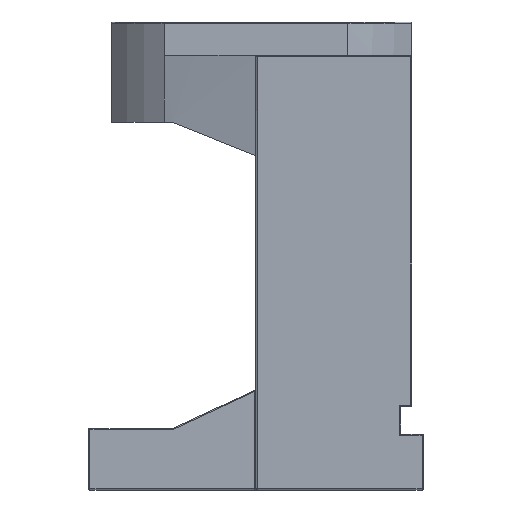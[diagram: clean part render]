
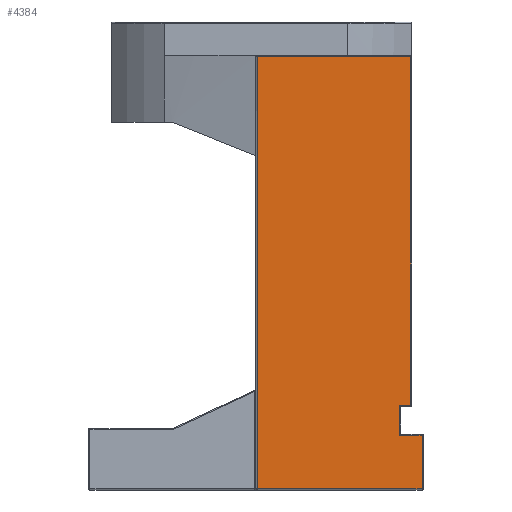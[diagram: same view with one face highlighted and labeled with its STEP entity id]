
A CAD part, left-side view. The second image highlights one B-rep face of the part: STEP entity #4384.
In plain terms, the highlighted planar face has unit normal (-1, 0, 0).
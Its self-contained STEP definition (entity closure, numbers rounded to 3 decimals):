
#51 = ORIENTED_EDGE ( 'NONE', *, *, #6113, .T. ) ;
#52 = ORIENTED_EDGE ( 'NONE', *, *, #6114, .T. ) ;
#53 = ORIENTED_EDGE ( 'NONE', *, *, #6112, .T. ) ;
#54 = ORIENTED_EDGE ( 'NONE', *, *, #6115, .T. ) ;
#55 = ORIENTED_EDGE ( 'NONE', *, *, #6116, .T. ) ;
#56 = ORIENTED_EDGE ( 'NONE', *, *, #6117, .T. ) ;
#57 = ORIENTED_EDGE ( 'NONE', *, *, #6106, .T. ) ;
#58 = ORIENTED_EDGE ( 'NONE', *, *, #6107, .T. ) ;
#457 = VERTEX_POINT ( 'NONE', #5756 ) ;
#458 = VERTEX_POINT ( 'NONE', #5815 ) ;
#459 = VERTEX_POINT ( 'NONE', #5813 ) ;
#460 = VERTEX_POINT ( 'NONE', #5811 ) ;
#597 = VERTEX_POINT ( 'NONE', #3025 ) ;
#598 = VERTEX_POINT ( 'NONE', #3338 ) ;
#599 = VERTEX_POINT ( 'NONE', #3337 ) ;
#600 = VERTEX_POINT ( 'NONE', #3058 ) ;
#732 = EDGE_LOOP ( 'NONE', ( #51, #53, #52, #54, #55, #56, #57, #58 ) ) ;
#1475 = FACE_OUTER_BOUND ( 'NONE', #732, .T. ) ;
#1669 = LINE ( 'NONE', #3485, #5156 ) ;
#1670 = LINE ( 'NONE', #3487, #5158 ) ;
#1671 = LINE ( 'NONE', #3501, #5165 ) ;
#1672 = LINE ( 'NONE', #3503, #5166 ) ;
#1673 = LINE ( 'NONE', #3505, #5167 ) ;
#1674 = LINE ( 'NONE', #3507, #5168 ) ;
#1675 = LINE ( 'NONE', #3509, #5169 ) ;
#1676 = LINE ( 'NONE', #3511, #5170 ) ;
#2170 = PLANE ( 'NONE',  #4687 ) ;
#2171 = CARTESIAN_POINT ( 'NONE',  ( -35., -30., 72.5 ) ) ;
#2172 = DIRECTION ( 'NONE',  ( -1., 0., 0. ) ) ;
#2173 = DIRECTION ( 'NONE',  ( 0., 1., 0. ) ) ;
#3025 = CARTESIAN_POINT ( 'NONE',  ( -35., -27.8, 9.7 ) ) ;
#3058 = CARTESIAN_POINT ( 'NONE',  ( -35., -29.8, 4.3 ) ) ;
#3337 = CARTESIAN_POINT ( 'NONE',  ( -35., -25.8, 4.3 ) ) ;
#3338 = CARTESIAN_POINT ( 'NONE',  ( -35., -25.8, 9.7 ) ) ;
#3485 = CARTESIAN_POINT ( 'NONE',  ( -35., -30., -5.3 ) ) ;
#3486 = DIRECTION ( 'NONE',  ( 0., -1., 0. ) ) ;
#3487 = CARTESIAN_POINT ( 'NONE',  ( -35., -29.8, 4.5 ) ) ;
#3488 = DIRECTION ( 'NONE',  ( 0., 0., 1. ) ) ;
#3501 = CARTESIAN_POINT ( 'NONE',  ( -35., -25.8, 9.5 ) ) ;
#3502 = DIRECTION ( 'NONE',  ( 0., 0., 1. ) ) ;
#3503 = CARTESIAN_POINT ( 'NONE',  ( -35., -26., 4.3 ) ) ;
#3504 = DIRECTION ( 'NONE',  ( 0., 1., 0. ) ) ;
#3505 = CARTESIAN_POINT ( 'NONE',  ( -35., -28., 9.7 ) ) ;
#3506 = DIRECTION ( 'NONE',  ( 0., -1., 0. ) ) ;
#3507 = CARTESIAN_POINT ( 'NONE',  ( -35., -27.8, 72.5 ) ) ;
#3508 = DIRECTION ( 'NONE',  ( 0., 0., 1. ) ) ;
#3509 = CARTESIAN_POINT ( 'NONE',  ( -35., -30., 72.3 ) ) ;
#3510 = DIRECTION ( 'NONE',  ( 0., 1., 0. ) ) ;
#3511 = CARTESIAN_POINT ( 'NONE',  ( -35., -0.2, -5.5 ) ) ;
#3512 = DIRECTION ( 'NONE',  ( 0., 0., -1. ) ) ;
#4384 = ADVANCED_FACE ( 'NONE', ( #1475 ), #2170, .T. ) ;
#4687 = AXIS2_PLACEMENT_3D ( 'NONE', #2171, #2172, #2173 ) ;
#5156 = VECTOR ( 'NONE', #3486, 1000. ) ;
#5158 = VECTOR ( 'NONE', #3488, 1000. ) ;
#5165 = VECTOR ( 'NONE', #3502, 1000. ) ;
#5166 = VECTOR ( 'NONE', #3504, 1000. ) ;
#5167 = VECTOR ( 'NONE', #3506, 1000. ) ;
#5168 = VECTOR ( 'NONE', #3508, 1000. ) ;
#5169 = VECTOR ( 'NONE', #3510, 1000. ) ;
#5170 = VECTOR ( 'NONE', #3512, 1000. ) ;
#5756 = CARTESIAN_POINT ( 'NONE',  ( -35., -29.8, -5.3 ) ) ;
#5811 = CARTESIAN_POINT ( 'NONE',  ( -35., -27.8, 72.3 ) ) ;
#5813 = CARTESIAN_POINT ( 'NONE',  ( -35., -0.2, 72.3 ) ) ;
#5815 = CARTESIAN_POINT ( 'NONE',  ( -35., -0.2, -5.3 ) ) ;
#6106 = EDGE_CURVE ( 'NONE', #458, #457, #1669, .T. ) ;
#6107 = EDGE_CURVE ( 'NONE', #457, #600, #1670, .T. ) ;
#6112 = EDGE_CURVE ( 'NONE', #599, #598, #1671, .T. ) ;
#6113 = EDGE_CURVE ( 'NONE', #600, #599, #1672, .T. ) ;
#6114 = EDGE_CURVE ( 'NONE', #598, #597, #1673, .T. ) ;
#6115 = EDGE_CURVE ( 'NONE', #597, #460, #1674, .T. ) ;
#6116 = EDGE_CURVE ( 'NONE', #460, #459, #1675, .T. ) ;
#6117 = EDGE_CURVE ( 'NONE', #459, #458, #1676, .T. ) ;
